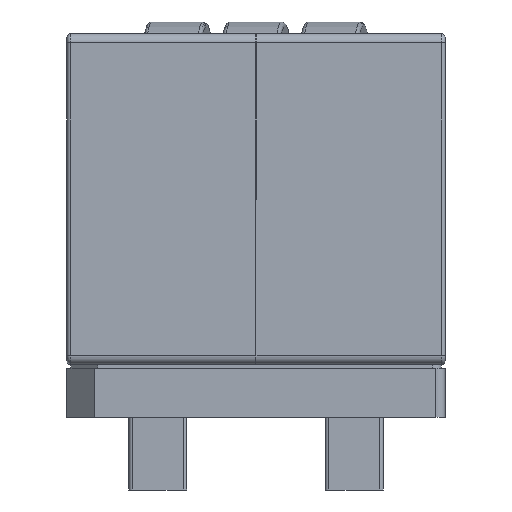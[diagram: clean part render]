
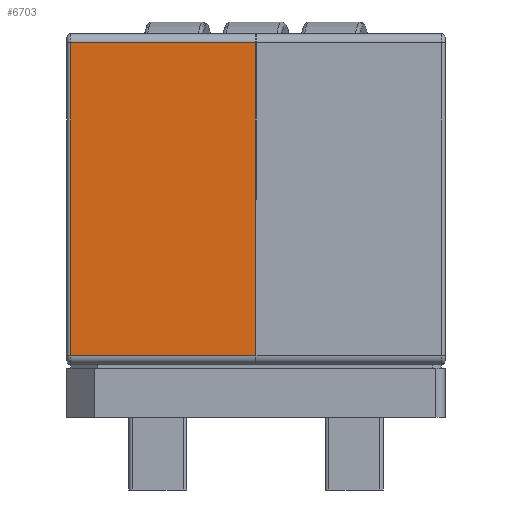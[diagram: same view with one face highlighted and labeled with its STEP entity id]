
A CAD part, left-side view. The second image highlights one B-rep face of the part: STEP entity #6703.
In plain terms, the highlighted face is planar.
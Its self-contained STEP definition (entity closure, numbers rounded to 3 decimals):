
#1437=ORIENTED_EDGE('',*,*,#3149,.T.);
#1438=ORIENTED_EDGE('',*,*,#3150,.T.);
#1439=ORIENTED_EDGE('',*,*,#3151,.T.);
#1440=ORIENTED_EDGE('',*,*,#3133,.F.);
#3133=EDGE_CURVE('',#4016,#4017,#4654,.T.);
#3149=EDGE_CURVE('',#4016,#4028,#4660,.F.);
#3150=EDGE_CURVE('',#4028,#4029,#4661,.T.);
#3151=EDGE_CURVE('',#4029,#4017,#4662,.T.);
#4016=VERTEX_POINT('',#13962);
#4017=VERTEX_POINT('',#13963);
#4028=VERTEX_POINT('',#13992);
#4029=VERTEX_POINT('',#13994);
#4654=LINE('',#13961,#5131);
#4660=LINE('',#13991,#5137);
#4661=LINE('',#13993,#5138);
#4662=LINE('',#13995,#5139);
#5131=VECTOR('',#9879,1000.);
#5137=VECTOR('',#9909,1000.);
#5138=VECTOR('',#9910,1000.);
#5139=VECTOR('',#9911,1000.);
#5558=EDGE_LOOP('',(#1437,#1438,#1439,#1440));
#6017=FACE_BOUND('',#5558,.T.);
#6433=PLANE('',#9187);
#6703=ADVANCED_FACE('',(#6017),#6433,.T.);
#9187=AXIS2_PLACEMENT_3D('',#13990,#9907,#9908);
#9879=DIRECTION('',(0.,-1.,0.));
#9907=DIRECTION('',(1.,0.,0.));
#9908=DIRECTION('',(0.,1.,0.));
#9909=DIRECTION('',(0.,0.,-1.));
#9910=DIRECTION('',(0.,-1.,0.));
#9911=DIRECTION('',(0.,0.,-1.));
#13961=CARTESIAN_POINT('',(12.5,9.1,-5.2));
#13962=CARTESIAN_POINT('',(12.5,8.6,-5.2));
#13963=CARTESIAN_POINT('',(12.5,-8.6,-5.2));
#13990=CARTESIAN_POINT('',(12.5,9.1,5.2));
#13991=CARTESIAN_POINT('',(12.5,8.6,5.2));
#13992=CARTESIAN_POINT('',(12.5,8.6,5.));
#13993=CARTESIAN_POINT('',(12.5,-8.6,5.));
#13994=CARTESIAN_POINT('',(12.5,-8.6,5.));
#13995=CARTESIAN_POINT('',(12.5,-8.6,5.2));
